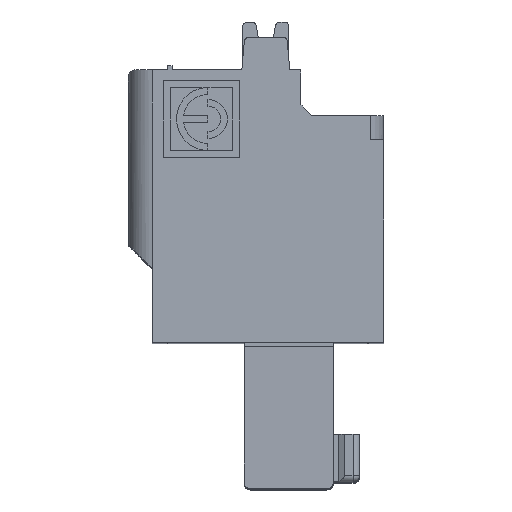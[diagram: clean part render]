
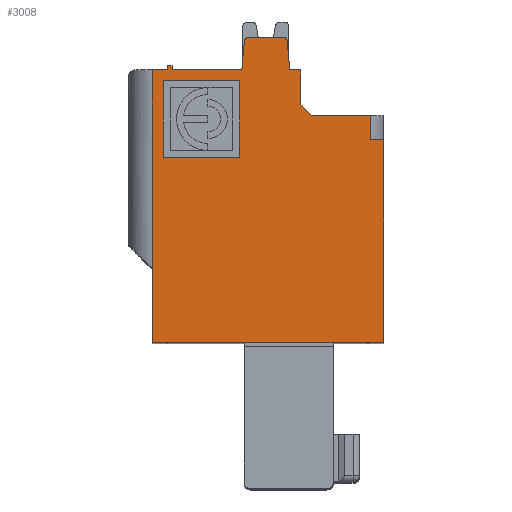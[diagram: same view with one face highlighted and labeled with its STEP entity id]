
A CAD part, top view. The second image highlights one B-rep face of the part: STEP entity #3008.
In plain terms, the highlighted planar face has unit normal (0, 0, 1).
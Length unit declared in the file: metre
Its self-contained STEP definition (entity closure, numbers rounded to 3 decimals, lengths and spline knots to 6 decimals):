
#3008=ADVANCED_FACE('',(#8312,#8313),#8314,.F.);
#4852=EDGE_CURVE('',#11135,#11132,#11136,.T.);
#8312=FACE_BOUND('',#15864,.T.);
#8313=FACE_OUTER_BOUND('',#15865,.T.);
#8314=PLANE('',#15866);
#11132=VERTEX_POINT('',#18729);
#11135=VERTEX_POINT('',#18734);
#11136=LINE('',#18735,#18736);
#11316=VERTEX_POINT('',#19035);
#11490=VERTEX_POINT('',#19452);
#11579=VERTEX_POINT('',#19589);
#11634=VERTEX_POINT('',#19705);
#11638=VERTEX_POINT('',#19711);
#12123=VERTEX_POINT('',#20753);
#12126=VERTEX_POINT('',#20758);
#12129=VERTEX_POINT('',#20763);
#12133=VERTEX_POINT('',#20769);
#15864=EDGE_LOOP('',(#29834,#29835,#29836,#29837));
#15865=EDGE_LOOP('',(#29838,#29839,#29840,#29841,#29842,#29843,#29844,#29845,#29846,#29847,#29848,#29849,#29850,#29851,#29852,#29853,#29854,#29855,#29856));
#15866=AXIS2_PLACEMENT_3D('',#29857,#29858,#29859);
#18729=CARTESIAN_POINT('',(0.1706,0.0093,-0.0148));
#18734=CARTESIAN_POINT('',(0.1706,0.0,-0.0148));
#18735=CARTESIAN_POINT('',(0.1706,0.0,-0.0148));
#18736=VECTOR('',#37895,1.0);
#19035=CARTESIAN_POINT('',(0.17,0.0093,-0.0148));
#19452=CARTESIAN_POINT('',(0.1607,0.0127,-0.0148));
#19589=CARTESIAN_POINT('',(0.1607,0.0125,-0.0148));
#19705=CARTESIAN_POINT('',(0.166185,0.013817,-0.0148));
#19711=CARTESIAN_POINT('',(0.1663,0.0125,-0.0148));
#20753=CARTESIAN_POINT('',(0.1641,0.0125,-0.0148));
#20758=CARTESIAN_POINT('',(0.164215,0.013817,-0.0148));
#20763=CARTESIAN_POINT('',(0.1609,0.0125,-0.0148));
#20769=CARTESIAN_POINT('',(0.1609,0.0127,-0.0148));
#29834=ORIENTED_EDGE('',*,*,#39722,.T.);
#29835=ORIENTED_EDGE('',*,*,#39961,.T.);
#29836=ORIENTED_EDGE('',*,*,#40283,.T.);
#29837=ORIENTED_EDGE('',*,*,#40163,.T.);
#29838=ORIENTED_EDGE('',*,*,#39560,.T.);
#29839=ORIENTED_EDGE('',*,*,#40284,.T.);
#29840=ORIENTED_EDGE('',*,*,#40174,.F.);
#29841=ORIENTED_EDGE('',*,*,#39749,.T.);
#29842=ORIENTED_EDGE('',*,*,#40150,.T.);
#29843=ORIENTED_EDGE('',*,*,#40147,.T.);
#29844=ORIENTED_EDGE('',*,*,#40144,.T.);
#29845=ORIENTED_EDGE('',*,*,#40142,.T.);
#29846=ORIENTED_EDGE('',*,*,#40173,.F.);
#29847=ORIENTED_EDGE('',*,*,#40153,.T.);
#29848=ORIENTED_EDGE('',*,*,#40156,.F.);
#29849=ORIENTED_EDGE('',*,*,#39643,.F.);
#29850=ORIENTED_EDGE('',*,*,#40285,.F.);
#29851=ORIENTED_EDGE('',*,*,#40280,.F.);
#29852=ORIENTED_EDGE('',*,*,#39922,.T.);
#29853=ORIENTED_EDGE('',*,*,#4852,.T.);
#29854=ORIENTED_EDGE('',*,*,#39467,.F.);
#29855=ORIENTED_EDGE('',*,*,#39476,.F.);
#29856=ORIENTED_EDGE('',*,*,#39557,.F.);
#29857=CARTESIAN_POINT('',(0.174572,0.033759,-0.0148));
#29858=DIRECTION('',(0.0,0.,-1.0));
#29859=DIRECTION('',(-1.0,0.0,0.0));
#37895=DIRECTION('',(0.0,1.0,0.));
#39467=EDGE_CURVE('',#11316,#11132,#42304,.T.);
#39476=EDGE_CURVE('',#42312,#11316,#42314,.T.);
#39557=EDGE_CURVE('',#42430,#42312,#42432,.T.);
#39560=EDGE_CURVE('',#42430,#42434,#42436,.T.);
#39643=EDGE_CURVE('',#11579,#11490,#42547,.T.);
#39722=EDGE_CURVE('',#42679,#42677,#42680,.T.);
#39749=EDGE_CURVE('',#11638,#11634,#42717,.T.);
#39922=EDGE_CURVE('',#42943,#11135,#42945,.T.);
#39961=EDGE_CURVE('',#42677,#42985,#42987,.T.);
#40142=EDGE_CURVE('',#12126,#12123,#43189,.T.);
#40144=EDGE_CURVE('',#43191,#12126,#43192,.T.);
#40147=EDGE_CURVE('',#43195,#43191,#43196,.T.);
#40150=EDGE_CURVE('',#11634,#43195,#43199,.T.);
#40153=EDGE_CURVE('',#12129,#12133,#43202,.T.);
#40156=EDGE_CURVE('',#11490,#12133,#43205,.T.);
#40163=EDGE_CURVE('',#43211,#42679,#43213,.T.);
#40173=EDGE_CURVE('',#12129,#12123,#43225,.T.);
#40174=EDGE_CURVE('',#11638,#43220,#43226,.T.);
#40280=EDGE_CURVE('',#42943,#43369,#43370,.T.);
#40283=EDGE_CURVE('',#42985,#43211,#43373,.T.);
#40284=EDGE_CURVE('',#42434,#43220,#43374,.T.);
#40285=EDGE_CURVE('',#43369,#11579,#43375,.T.);
#42304=LINE('',#45844,#45845);
#42312=VERTEX_POINT('',#45855);
#42314=LINE('',#45858,#45859);
#42430=VERTEX_POINT('',#46015);
#42432=LINE('',#46018,#46019);
#42434=VERTEX_POINT('',#46021);
#42436=LINE('',#46024,#46025);
#42547=LINE('',#46186,#46187);
#42677=VERTEX_POINT('',#46389);
#42679=VERTEX_POINT('',#46392);
#42680=LINE('',#46393,#46394);
#42717=LINE('',#46445,#46446);
#42943=VERTEX_POINT('',#46783);
#42945=LINE('',#46786,#46787);
#42985=VERTEX_POINT('',#46842);
#42987=LINE('',#46845,#46846);
#43189=LINE('',#47126,#47127);
#43191=VERTEX_POINT('',#47129);
#43192=CIRCLE('',#47130,0.0002);
#43195=VERTEX_POINT('',#47134);
#43196=LINE('',#47135,#47136);
#43199=CIRCLE('',#47140,0.0002);
#43202=LINE('',#47144,#47145);
#43205=LINE('',#47149,#47150);
#43211=VERTEX_POINT('',#47158);
#43213=LINE('',#47161,#47162);
#43220=VERTEX_POINT('',#47173);
#43225=LINE('',#47182,#47183);
#43226=LINE('',#47184,#47185);
#43369=VERTEX_POINT('',#47428);
#43370=LINE('',#47429,#47430);
#43373=LINE('',#47434,#47435);
#43374=LINE('',#47436,#47437);
#43375=LINE('',#47438,#47439);
#45844=CARTESIAN_POINT('',(0.17,0.0093,-0.0148));
#45845=VECTOR('',#50765,1.0);
#45855=CARTESIAN_POINT('',(0.17,0.0104,-0.0148));
#45858=CARTESIAN_POINT('',(0.17,0.0125,-0.0148));
#45859=VECTOR('',#50769,1.0);
#46015=CARTESIAN_POINT('',(0.167307,0.0104,-0.0148));
#46018=CARTESIAN_POINT('',(0.174572,0.0104,-0.0148));
#46019=VECTOR('',#50877,1.0);
#46021=CARTESIAN_POINT('',(0.166811,0.010896,-0.0148));
#46024=CARTESIAN_POINT('',(0.159267,0.01844,-0.0148));
#46025=VECTOR('',#50879,1.0);
#46186=CARTESIAN_POINT('',(0.1607,0.0125,-0.0148));
#46187=VECTOR('',#50975,1.0);
#46389=CARTESIAN_POINT('',(0.164,0.0085,-0.0148));
#46392=CARTESIAN_POINT('',(0.164,0.012,-0.0148));
#46393=CARTESIAN_POINT('',(0.164,0.033759,-0.0148));
#46394=VECTOR('',#51058,1.0);
#46445=CARTESIAN_POINT('',(0.1663,0.0125,-0.0148));
#46446=VECTOR('',#51082,1.0);
#46783=CARTESIAN_POINT('',(0.16,0.0,-0.0148));
#46786=CARTESIAN_POINT('',(0.156699,0.0,-0.0148));
#46787=VECTOR('',#51255,1.0);
#46842=CARTESIAN_POINT('',(0.1605,0.0085,-0.0148));
#46845=CARTESIAN_POINT('',(0.174072,0.0085,-0.0148));
#46846=VECTOR('',#51275,1.0);
#47126=CARTESIAN_POINT('',(0.164215,0.013817,-0.0148));
#47127=VECTOR('',#51396,1.0);
#47129=CARTESIAN_POINT('',(0.164414,0.014,-0.0148));
#47130=AXIS2_PLACEMENT_3D('',#51397,#51398,#51399);
#47134=CARTESIAN_POINT('',(0.165985,0.014,-0.0148));
#47135=CARTESIAN_POINT('',(0.164475,0.014,-0.0148));
#47136=VECTOR('',#51401,1.0);
#47140=AXIS2_PLACEMENT_3D('',#51403,#51404,#51405);
#47144=CARTESIAN_POINT('',(0.1609,0.0125,-0.0148));
#47145=VECTOR('',#51407,1.0);
#47149=CARTESIAN_POINT('',(0.1607,0.0127,-0.0148));
#47150=VECTOR('',#51409,1.0);
#47158=CARTESIAN_POINT('',(0.1605,0.012,-0.0148));
#47161=CARTESIAN_POINT('',(0.174072,0.012,-0.0148));
#47162=VECTOR('',#51413,1.0);
#47173=CARTESIAN_POINT('',(0.166811,0.0125,-0.0148));
#47182=CARTESIAN_POINT('',(0.1609,0.0125,-0.0148));
#47183=VECTOR('',#51422,1.0);
#47184=CARTESIAN_POINT('',(0.1663,0.0125,-0.0148));
#47185=VECTOR('',#51423,1.0);
#47428=CARTESIAN_POINT('',(0.16,0.0125,-0.0148));
#47429=CARTESIAN_POINT('',(0.16,0.0118,-0.0148));
#47430=VECTOR('',#51527,1.0);
#47434=CARTESIAN_POINT('',(0.1605,0.033759,-0.0148));
#47435=VECTOR('',#51529,1.0);
#47436=CARTESIAN_POINT('',(0.166811,0.033759,-0.0148));
#47437=VECTOR('',#51530,1.0);
#47438=CARTESIAN_POINT('',(0.16,0.0125,-0.0148));
#47439=VECTOR('',#51531,1.0);
#50765=DIRECTION('',(1.0,0.0,0.0));
#50769=DIRECTION('',(0.0,-1.0,0.));
#50877=DIRECTION('',(1.0,0.,0.));
#50879=DIRECTION('',(-0.707,0.707,0.));
#50975=DIRECTION('',(0.0,1.0,0.));
#51058=DIRECTION('',(0.,-1.0,0.));
#51082=DIRECTION('',(-0.087,0.996,0.));
#51255=DIRECTION('',(1.0,0.0,0.0));
#51275=DIRECTION('',(-1.0,0.,0.));
#51396=DIRECTION('',(-0.087,-0.996,0.));
#51397=CARTESIAN_POINT('',(0.164414,0.0138,-0.0148));
#51398=DIRECTION('',(0.0,0.,1.0));
#51399=DIRECTION('',(0.0,1.0,0.));
#51401=DIRECTION('',(-1.0,-0.0,0.0));
#51403=CARTESIAN_POINT('',(0.165985,0.0138,-0.0148));
#51404=DIRECTION('',(0.,0.,1.0));
#51405=DIRECTION('',(0.996,0.087,0.));
#51407=DIRECTION('',(0.0,1.0,0.));
#51409=DIRECTION('',(1.0,0.0,0.0));
#51413=DIRECTION('',(1.0,0.,0.));
#51422=DIRECTION('',(1.0,0.0,0.0));
#51423=DIRECTION('',(1.0,0.0,0.0));
#51527=DIRECTION('',(0.0,1.0,0.));
#51529=DIRECTION('',(0.,1.0,0.));
#51530=DIRECTION('',(0.,1.0,0.));
#51531=DIRECTION('',(1.0,0.0,0.0));
